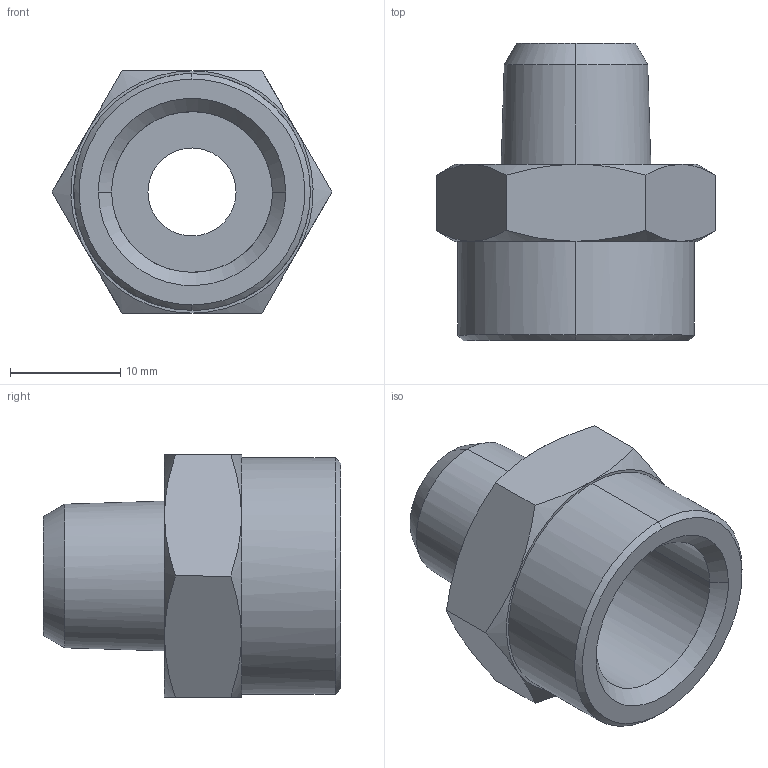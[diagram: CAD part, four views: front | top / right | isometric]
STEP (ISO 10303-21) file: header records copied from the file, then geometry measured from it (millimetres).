
FILE_DESCRIPTION (( 'STEP AP214' ), '1' );
FILE_NAME ('DRF.MF0203_C_IC.STEP', '2018-09-05T11:12:29', ( '' ), ( '' ), 'SwSTEP 2.0', 'SolidWorks 2018', '' );
FILE_SCHEMA (( 'AUTOMOTIVE_DESIGN' ));
Length unit declared in the file: millimetre
Products named in the file (1): DRF.MF0203_C_IC
Bounding box: 25.4 x 27 x 22 mm (x, y, z)
Volume: 4733.2 mm3; surface area: 3140.3 mm2
Topology: 1 solids, 1 shells, 39 faces, 82 edges, 48 vertices
Faces by surface type: bspline 39
Entity records: 2011 total; most frequent: CARTESIAN_POINT 1469, ORIENTED_EDGE 164, EDGE_CURVE 82, B_SPLINE_CURVE_WITH_KNOTS 69, VERTEX_POINT 48, EDGE_LOOP 44, FACE_OUTER_BOUND 39, ADVANCED_FACE 39
